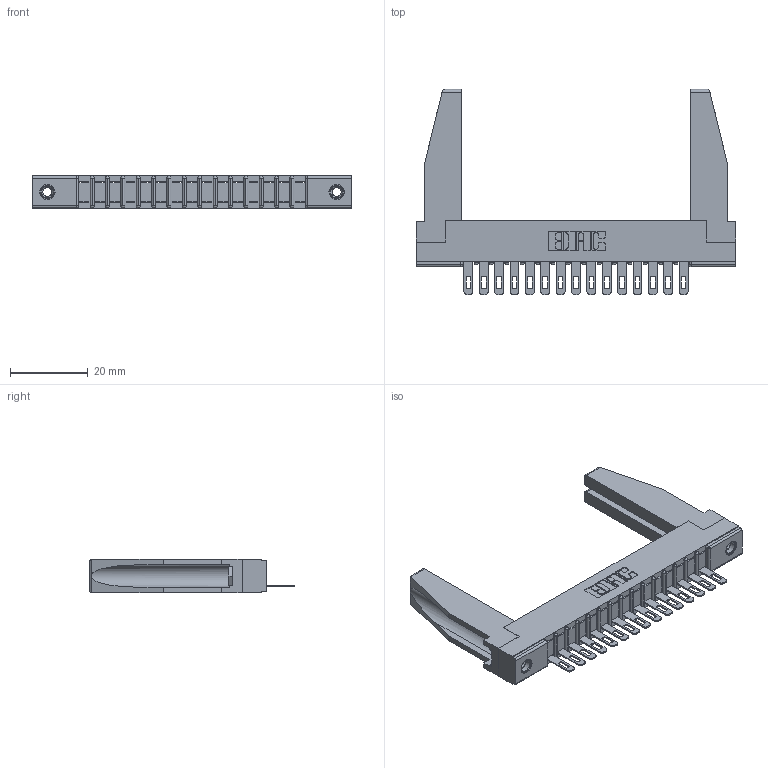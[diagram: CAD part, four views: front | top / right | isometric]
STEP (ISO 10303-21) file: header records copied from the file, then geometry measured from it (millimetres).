
FILE_DESCRIPTION (( 'STEP AP203' ), '1' );
FILE_NAME ('307-015-405-178.STEP', '2020-09-25T16:27:45', ( '' ), ( '' ), 'SwSTEP 2.0', 'SolidWorks 2020', '' );
FILE_SCHEMA (( 'CONFIG_CONTROL_DESIGN' ));
Length unit declared in the file: inch
Products named in the file (5): 307-290-001_505; 307 Part_.156 Dia Mounting Holes; 307-220-078; 345-250-001_345-250-001-102; 307-015-405-178
Assembly tree (20 placements, depth 2):
  307-015-405-178
    307 Part_.156 Dia Mounting Holes
    307-290-001_505  x15
    307-220-078  x2
    345-250-001_345-250-001-102  x2
Bounding box: 82.45 x 52.88 x 8.71 mm (x, y, z)
Volume: 9236.6 mm3; surface area: 11815.9 mm2
Topology: 20 solids, 20 shells, 1104 faces, 3083 edges, 1982 vertices
Faces by surface type: plane 694, cylinder 362, sphere 32, cone 12, torus 4
Entity records: 18601 total; most frequent: CARTESIAN_POINT 3122, ORIENTED_EDGE 3064, DIRECTION 3010, EDGE_CURVE 1532, VECTOR 1166, LINE 1166, VERTEX_POINT 992, AXIS2_PLACEMENT_3D 922
